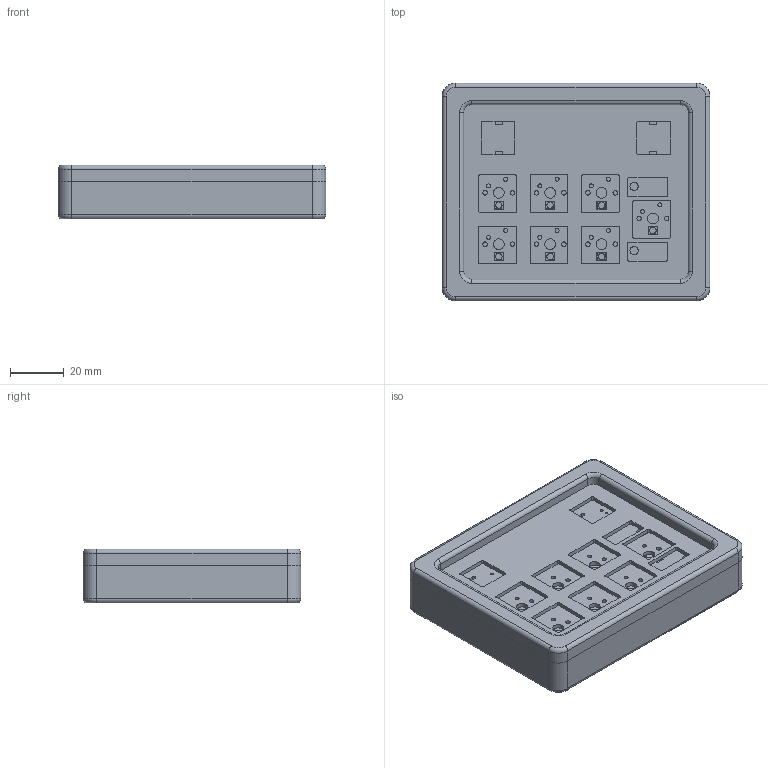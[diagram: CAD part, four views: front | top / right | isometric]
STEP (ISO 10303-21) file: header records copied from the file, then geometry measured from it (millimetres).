
FILE_DESCRIPTION(/* description */ (''),/* implementation_level */ '2;1');
FILE_NAME(/* name */ 'DuckyDK Pad 7K2R.step',/* time_stamp */ '2025-06-01T21:41:14+12:00',/* author */ (''),/* organization */ (''),/* preprocessor_version */ 'ST-DEVELOPER v20.1',/* originating_system */ 'Autodesk Translation Framework v14.10.0.0',/* authorisation */ '');
FILE_SCHEMA (('AUTOMOTIVE_DESIGN { 1 0 10303 214 3 1 1 }'));
Length unit declared in the file: millimetre
Products named in the file (1): 2025-06-01-21-18-45-611
Bounding box: 99.25 x 80.76 x 20 mm (x, y, z)
Volume: 83160.8 mm3; surface area: 52079.5 mm2
Topology: 56 solids, 56 shells, 895 faces, 2112 edges, 1386 vertices
Faces by surface type: plane 550, cylinder 285, torus 60
Full cylindrical faces by diameter (mm): 0.5 x27, 0.8 x18, 0.889 x14, 1 x17, 1.5 x14, 1.7 x14, 2 x18, 2.02 x9, 2.4 x7, 3.05 x2, 3.5 x4, 4 x9, 4.7 x4, 6 x4
Entity records: 26743 total; most frequent: CARTESIAN_POINT 4844, DIRECTION 4558, ORIENTED_EDGE 4224, EDGE_CURVE 2112, AXIS2_PLACEMENT_3D 1565, LINE 1428, VECTOR 1428, VERTEX_POINT 1386
